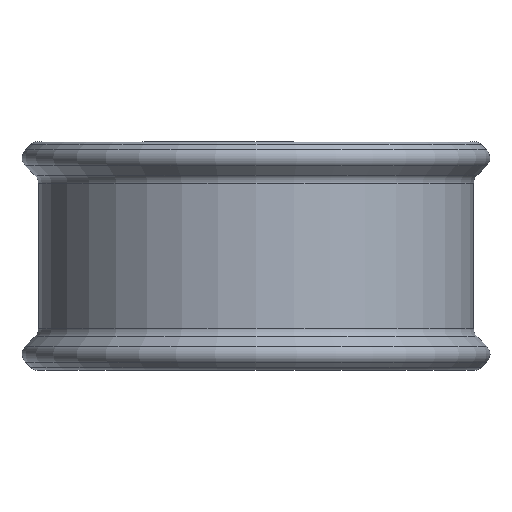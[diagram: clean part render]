
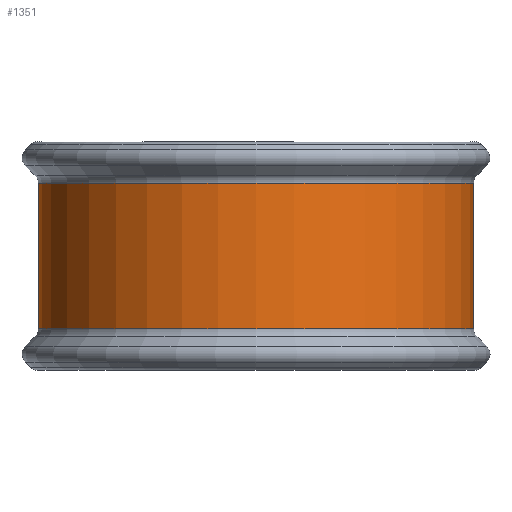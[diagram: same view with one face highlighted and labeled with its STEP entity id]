
A CAD part, front view. The second image highlights one B-rep face of the part: STEP entity #1351.
In plain terms, the highlighted cylindrical face has radius 14.884 mm (diameter 29.769 mm), a partial arc.
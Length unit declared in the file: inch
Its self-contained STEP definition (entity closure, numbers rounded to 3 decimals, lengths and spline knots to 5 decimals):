
#172 = LINE ( 'NONE', #642, #1269 ) ;
#320 = VERTEX_POINT ( 'NONE', #1275 ) ;
#564 = LINE ( 'NONE', #1605, #5406 ) ;
#642 = CARTESIAN_POINT ( 'NONE',  ( 0.531, -0.352, 0.19579 ) ) ;
#662 = CYLINDRICAL_SURFACE ( 'NONE', #3950, 0.586 ) ;
#1002 = CARTESIAN_POINT ( 'NONE',  ( 0.531, -0.938, 0. ) ) ;
#1269 = VECTOR ( 'NONE', #2001, 39.37008 ) ;
#1275 = CARTESIAN_POINT ( 'NONE',  ( 0.531, -0.352, -0.19579 ) ) ;
#1343 = DIRECTION ( 'NONE',  ( 0., 0., -1. ) ) ;
#1351 = ADVANCED_FACE ( 'NONE', ( #1411 ), #662, .T. ) ;
#1411 = FACE_OUTER_BOUND ( 'NONE', #5179, .T. ) ;
#1541 = CARTESIAN_POINT ( 'NONE',  ( -0.055, -0.938, -0.19579 ) ) ;
#1605 = CARTESIAN_POINT ( 'NONE',  ( -0.055, -0.938, 0.19579 ) ) ;
#1692 = VERTEX_POINT ( 'NONE', #5511 ) ;
#1952 = CARTESIAN_POINT ( 'NONE',  ( 0.531, -0.938, -0.19579 ) ) ;
#2001 = DIRECTION ( 'NONE',  ( 0., 0., 1. ) ) ;
#2170 = ORIENTED_EDGE ( 'NONE', *, *, #5866, .F. ) ;
#2320 = EDGE_CURVE ( 'NONE', #320, #4749, #5791, .T. ) ;
#2425 = DIRECTION ( 'NONE',  ( -1., 0., 0. ) ) ;
#2761 = AXIS2_PLACEMENT_3D ( 'NONE', #4159, #1343, #4628 ) ;
#2838 = EDGE_CURVE ( 'NONE', #1692, #5537, #3924, .T. ) ;
#3115 = ORIENTED_EDGE ( 'NONE', *, *, #2320, .F. ) ;
#3432 = ORIENTED_EDGE ( 'NONE', *, *, #2838, .T. ) ;
#3924 = CIRCLE ( 'NONE', #2761, 0.586 ) ;
#3950 = AXIS2_PLACEMENT_3D ( 'NONE', #1002, #5225, #5244 ) ;
#4129 = CARTESIAN_POINT ( 'NONE',  ( -0.055, -0.938, 0.19579 ) ) ;
#4159 = CARTESIAN_POINT ( 'NONE',  ( 0.531, -0.938, 0.19579 ) ) ;
#4628 = DIRECTION ( 'NONE',  ( -1., 0., 0. ) ) ;
#4749 = VERTEX_POINT ( 'NONE', #1541 ) ;
#4840 = EDGE_CURVE ( 'NONE', #320, #1692, #172, .T. ) ;
#4877 = DIRECTION ( 'NONE',  ( 0., 0., 1. ) ) ;
#4914 = AXIS2_PLACEMENT_3D ( 'NONE', #1952, #5230, #2425 ) ;
#5179 = EDGE_LOOP ( 'NONE', ( #5648, #3432, #2170, #3115 ) ) ;
#5225 = DIRECTION ( 'NONE',  ( 0., 0., -1. ) ) ;
#5230 = DIRECTION ( 'NONE',  ( 0., 0., -1. ) ) ;
#5244 = DIRECTION ( 'NONE',  ( -1., 0., 0. ) ) ;
#5406 = VECTOR ( 'NONE', #4877, 39.37008 ) ;
#5511 = CARTESIAN_POINT ( 'NONE',  ( 0.531, -0.352, 0.19579 ) ) ;
#5537 = VERTEX_POINT ( 'NONE', #4129 ) ;
#5648 = ORIENTED_EDGE ( 'NONE', *, *, #4840, .T. ) ;
#5791 = CIRCLE ( 'NONE', #4914, 0.586 ) ;
#5866 = EDGE_CURVE ( 'NONE', #4749, #5537, #564, .T. ) ;
